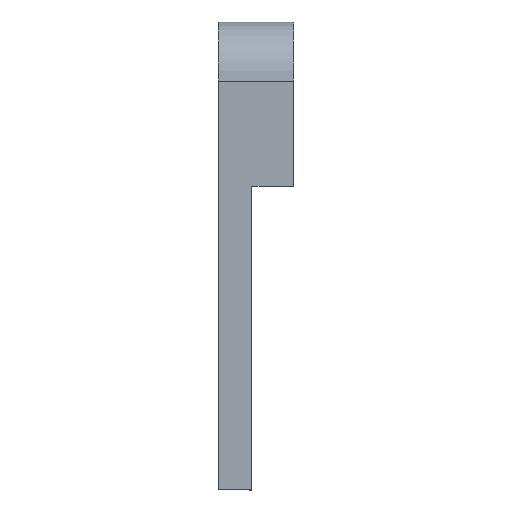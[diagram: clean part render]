
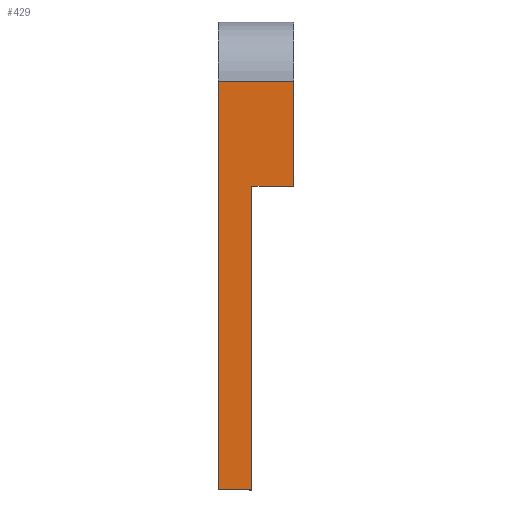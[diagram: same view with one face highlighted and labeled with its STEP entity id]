
A CAD part, front view. The second image highlights one B-rep face of the part: STEP entity #429.
In plain terms, the highlighted planar face has unit normal (0, -1, 0).
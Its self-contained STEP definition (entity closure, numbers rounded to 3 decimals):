
#5 = PLANE ( 'NONE',  #247 ) ;
#13 = EDGE_CURVE ( 'NONE', #753, #657, #190, .T. ) ;
#37 = VERTEX_POINT ( 'NONE', #363 ) ;
#70 = VECTOR ( 'NONE', #868, 1000. ) ;
#85 = CARTESIAN_POINT ( 'NONE',  ( -165., -4.875, -14. ) ) ;
#87 = ORIENTED_EDGE ( 'NONE', *, *, #547, .T. ) ;
#122 = VERTEX_POINT ( 'NONE', #988 ) ;
#162 = CARTESIAN_POINT ( 'NONE',  ( -163.075, -4.875, -10. ) ) ;
#190 = LINE ( 'NONE', #745, #408 ) ;
#191 = EDGE_CURVE ( 'NONE', #122, #37, #1003, .T. ) ;
#211 = LINE ( 'NONE', #218, #70 ) ;
#218 = CARTESIAN_POINT ( 'NONE',  ( -163.075, -4.875, -4. ) ) ;
#221 = VECTOR ( 'NONE', #495, 1000. ) ;
#247 = AXIS2_PLACEMENT_3D ( 'NONE', #324, #391, #638 ) ;
#251 = CARTESIAN_POINT ( 'NONE',  ( -160.675, -4.875, -4. ) ) ;
#275 = EDGE_CURVE ( 'NONE', #858, #767, #522, .T. ) ;
#292 = VECTOR ( 'NONE', #1021, 1000. ) ;
#324 = CARTESIAN_POINT ( 'NONE',  ( -164.5, -4.875, -4. ) ) ;
#343 = DIRECTION ( 'NONE',  ( 0., 0., 1. ) ) ;
#363 = CARTESIAN_POINT ( 'NONE',  ( -160.675, -4.875, -4. ) ) ;
#384 = CARTESIAN_POINT ( 'NONE',  ( -164.5, -4.875, -27.375 ) ) ;
#391 = DIRECTION ( 'NONE',  ( 0., -1., 0. ) ) ;
#408 = VECTOR ( 'NONE', #515, 1000. ) ;
#415 = LINE ( 'NONE', #251, #888 ) ;
#429 = ADVANCED_FACE ( 'NONE', ( #700 ), #5, .T. ) ;
#495 = DIRECTION ( 'NONE',  ( 0., 0., 1. ) ) ;
#510 = ORIENTED_EDGE ( 'NONE', *, *, #275, .T. ) ;
#515 = DIRECTION ( 'NONE',  ( 1., 0., 0. ) ) ;
#522 = LINE ( 'NONE', #384, #762 ) ;
#534 = CARTESIAN_POINT ( 'NONE',  ( -160.675, -4.875, -10. ) ) ;
#547 = EDGE_CURVE ( 'NONE', #657, #37, #415, .T. ) ;
#565 = LINE ( 'NONE', #85, #221 ) ;
#593 = DIRECTION ( 'NONE',  ( 1., 0., 0. ) ) ;
#598 = EDGE_CURVE ( 'NONE', #767, #753, #211, .T. ) ;
#619 = EDGE_LOOP ( 'NONE', ( #510, #838, #972, #87, #867, #730 ) ) ;
#638 = DIRECTION ( 'NONE',  ( 0., 0., -1. ) ) ;
#657 = VERTEX_POINT ( 'NONE', #534 ) ;
#681 = CARTESIAN_POINT ( 'NONE',  ( -164.5, -4.875, -4. ) ) ;
#696 = CARTESIAN_POINT ( 'NONE',  ( -165., -4.875, -27.375 ) ) ;
#700 = FACE_OUTER_BOUND ( 'NONE', #619, .T. ) ;
#730 = ORIENTED_EDGE ( 'NONE', *, *, #798, .F. ) ;
#745 = CARTESIAN_POINT ( 'NONE',  ( -164.5, -4.875, -10. ) ) ;
#753 = VERTEX_POINT ( 'NONE', #162 ) ;
#762 = VECTOR ( 'NONE', #593, 1000. ) ;
#767 = VERTEX_POINT ( 'NONE', #969 ) ;
#798 = EDGE_CURVE ( 'NONE', #858, #122, #565, .T. ) ;
#838 = ORIENTED_EDGE ( 'NONE', *, *, #598, .T. ) ;
#858 = VERTEX_POINT ( 'NONE', #696 ) ;
#867 = ORIENTED_EDGE ( 'NONE', *, *, #191, .F. ) ;
#868 = DIRECTION ( 'NONE',  ( 0., 0., 1. ) ) ;
#888 = VECTOR ( 'NONE', #343, 1000. ) ;
#969 = CARTESIAN_POINT ( 'NONE',  ( -163.075, -4.875, -27.375 ) ) ;
#972 = ORIENTED_EDGE ( 'NONE', *, *, #13, .T. ) ;
#988 = CARTESIAN_POINT ( 'NONE',  ( -165., -4.875, -4. ) ) ;
#1003 = LINE ( 'NONE', #681, #292 ) ;
#1021 = DIRECTION ( 'NONE',  ( 1., 0., 0. ) ) ;
